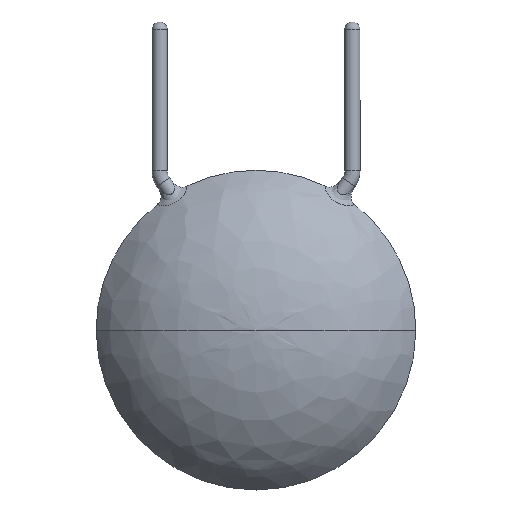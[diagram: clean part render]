
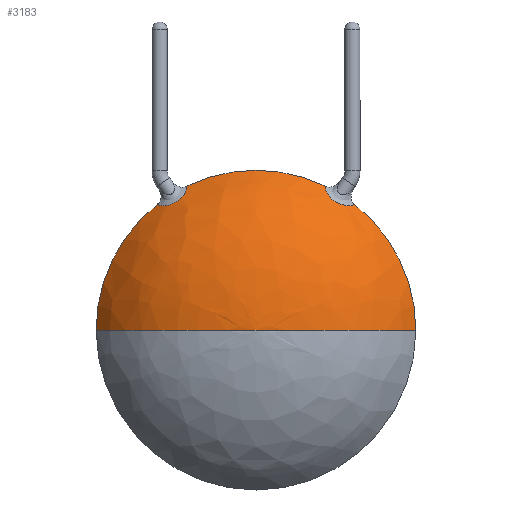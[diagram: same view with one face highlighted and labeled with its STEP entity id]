
A CAD part, front view. The second image highlights one B-rep face of the part: STEP entity #3183.
In plain terms, the highlighted free-form (B-spline) face has degree [3, 3] with [4, 4] control points.
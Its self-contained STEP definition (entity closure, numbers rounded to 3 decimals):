
#47 = CARTESIAN_POINT ( 'NONE',  ( 0., -2., 0. ) ) ;
#52 = EDGE_CURVE ( 'NONE', #2233, #978, #454, .T. ) ;
#102 = EDGE_CURVE ( 'NONE', #2950, #1078, #2374, .T. ) ;
#126 = CARTESIAN_POINT ( 'NONE',  ( -4.15, 0., 8.3 ) ) ;
#232 = CIRCLE ( 'NONE', #1513, 4.15 ) ;
#302 = CARTESIAN_POINT ( 'NONE',  ( 2.561, 0., 3.265 ) ) ;
#351 = CARTESIAN_POINT ( 'NONE',  ( 2.161, -0.311, 3.276 ) ) ;
#385 = DIRECTION ( 'NONE',  ( 0., 1., 0. ) ) ;
#431 = CARTESIAN_POINT ( 'NONE',  ( 4.15, 0., 0. ) ) ;
#454 = CIRCLE ( 'NONE', #3206, 4.15 ) ;
#489 = CARTESIAN_POINT ( 'NONE',  ( 4.15, 0., 0. ) ) ;
#519 = CARTESIAN_POINT ( 'NONE',  ( -2.506, -0.083, 3.238 ) ) ;
#588 = VERTEX_POINT ( 'NONE', #3721 ) ;
#614 = CARTESIAN_POINT ( 'NONE',  ( -4.15, 0., 0. ) ) ;
#628 = CARTESIAN_POINT ( 'NONE',  ( 1.908, -0.28, 3.457 ) ) ;
#638 = ORIENTED_EDGE ( 'NONE', *, *, #1313, .F. ) ;
#655 = CARTESIAN_POINT ( 'NONE',  ( 2.505, -0.084, 3.238 ) ) ;
#735 = VERTEX_POINT ( 'NONE', #614 ) ;
#736 = CARTESIAN_POINT ( 'NONE',  ( -1.721, -1.905, 0. ) ) ;
#747 = CARTESIAN_POINT ( 'NONE',  ( -1.721, -1.905, 3.443 ) ) ;
#779 = VERTEX_POINT ( 'NONE', #3256 ) ;
#790 = CARTESIAN_POINT ( 'NONE',  ( -1.721, -1.905, 0. ) ) ;
#800 = CARTESIAN_POINT ( 'NONE',  ( -2.561, 0., 3.265 ) ) ;
#803 = CARTESIAN_POINT ( 'NONE',  ( 0., -2., 0. ) ) ;
#842 = DIRECTION ( 'NONE',  ( -1., 0., 0. ) ) ;
#917 = EDGE_LOOP ( 'NONE', ( #638, #3681, #2531, #2369, #3504, #2938, #3088 ) ) ;
#929 = DIRECTION ( 'NONE',  ( -1., 0., 0. ) ) ;
#978 = VERTEX_POINT ( 'NONE', #2524 ) ;
#985 = CARTESIAN_POINT ( 'NONE',  ( 0., 0., 0. ) ) ;
#988 = CARTESIAN_POINT ( 'NONE',  ( 0., -2., 0. ) ) ;
#1019 = CARTESIAN_POINT ( 'NONE',  ( 4.15, 0., 8.3 ) ) ;
#1046 = CARTESIAN_POINT ( 'NONE',  ( 3.176, -1.455, 0. ) ) ;
#1078 = VERTEX_POINT ( 'NONE', #47 ) ;
#1098 = CARTESIAN_POINT ( 'NONE',  ( 0., -2., 0. ) ) ;
#1212 = CARTESIAN_POINT ( 'NONE',  ( 4.15, 0., 0. ) ) ;
#1246 = CARTESIAN_POINT ( 'NONE',  ( 1.8, -0.084, 3.677 ) ) ;
#1285 = CARTESIAN_POINT ( 'NONE',  ( 1.721, -1.905, 0. ) ) ;
#1313 = EDGE_CURVE ( 'NONE', #735, #588, #232, .T. ) ;
#1460 = DIRECTION ( 'NONE',  ( -1., 0., 0. ) ) ;
#1491 = CARTESIAN_POINT ( 'NONE',  ( -1.806, 0., 3.737 ) ) ;
#1505 = CARTESIAN_POINT ( 'NONE',  ( 1.806, 0., 3.737 ) ) ;
#1513 = AXIS2_PLACEMENT_3D ( 'NONE', #3084, #1966, #842 ) ;
#1659 = EDGE_CURVE ( 'NONE', #2233, #588, #2304, .T. ) ;
#1869 = CARTESIAN_POINT ( 'NONE',  ( 0., -2., 0. ) ) ;
#1897 = CARTESIAN_POINT ( 'NONE',  ( -4.15, 0., 0. ) ) ;
#1931 = CARTESIAN_POINT ( 'NONE',  ( -1.806, 0., 3.737 ) ) ;
#1966 = DIRECTION ( 'NONE',  ( 0., 1., 0. ) ) ;
#2081 = CARTESIAN_POINT ( 'NONE',  ( 1.818, -0.164, 3.604 ) ) ;
#2146 = CIRCLE ( 'NONE', #3555, 4.15 ) ;
#2151 = CARTESIAN_POINT ( 'NONE',  ( -3.176, -1.455, 0. ) ) ;
#2180 =( BOUNDED_SURFACE ( )  B_SPLINE_SURFACE ( 3, 3, ( 
 ( #431, #1019, #126, #2418 ),
 ( #1046, #2984, #2459, #2151 ),
 ( #1285, #2682, #747, #736 ),
 ( #988, #3253, #2999, #1869 ) ),
 .UNSPECIFIED., .F., .F., .F. ) 
 B_SPLINE_SURFACE_WITH_KNOTS ( ( 4, 4 ),
 ( 4, 4 ),
 ( 0., 1. ),
 ( 0., 1. ),
 .UNSPECIFIED. ) 
 GEOMETRIC_REPRESENTATION_ITEM ( )  RATIONAL_B_SPLINE_SURFACE ( (
 ( 1., 0.333, 0.333, 1.),
 ( 1., 0.333, 0.333, 1.),
 ( 1., 0.333, 0.333, 1.),
 ( 1., 0.333, 0.333, 1.) ) ) 
 REPRESENTATION_ITEM ( '' )  SURFACE ( )  );
#2233 = VERTEX_POINT ( 'NONE', #1491 ) ;
#2240 = CARTESIAN_POINT ( 'NONE',  ( 3.176, -1.455, 0. ) ) ;
#2304 = B_SPLINE_CURVE_WITH_KNOTS ( 'NONE', 3,
 ( #1931, #3622, #2490, #3661, #2501, #3344, #2770, #3047, #519, #800 ),
 .UNSPECIFIED., .F., .F.,
 ( 4, 2, 2, 2, 4 ),
 ( 0., 0., 0.001, 0.001, 0.001 ),
 .UNSPECIFIED. ) ;
#2362 = FACE_OUTER_BOUND ( 'NONE', #917, .T. ) ;
#2369 = ORIENTED_EDGE ( 'NONE', *, *, #3371, .F. ) ;
#2374 = B_SPLINE_CURVE_WITH_KNOTS ( 'NONE', 3,
 ( #489, #2240, #2793, #1098 ),
 .UNSPECIFIED., .F., .F.,
 ( 4, 4 ),
 ( 0., 1. ),
 .UNSPECIFIED. ) ;
#2418 = CARTESIAN_POINT ( 'NONE',  ( -4.15, 0., 0. ) ) ;
#2459 = CARTESIAN_POINT ( 'NONE',  ( -3.176, -1.455, 6.353 ) ) ;
#2490 = CARTESIAN_POINT ( 'NONE',  ( -1.818, -0.163, 3.605 ) ) ;
#2501 = CARTESIAN_POINT ( 'NONE',  ( -1.982, -0.314, 3.384 ) ) ;
#2524 = CARTESIAN_POINT ( 'NONE',  ( 1.806, 0., 3.737 ) ) ;
#2531 = ORIENTED_EDGE ( 'NONE', *, *, #102, .F. ) ;
#2598 = CARTESIAN_POINT ( 'NONE',  ( 2.26, -0.274, 3.244 ) ) ;
#2602 = EDGE_CURVE ( 'NONE', #779, #978, #3066, .T. ) ;
#2651 = CARTESIAN_POINT ( 'NONE',  ( 0., 0., 0. ) ) ;
#2682 = CARTESIAN_POINT ( 'NONE',  ( 1.721, -1.905, 3.443 ) ) ;
#2766 = B_SPLINE_CURVE_WITH_KNOTS ( 'NONE', 3,
 ( #1897, #3347, #790, #803 ),
 .UNSPECIFIED., .F., .F.,
 ( 4, 4 ),
 ( 0., 1. ),
 .UNSPECIFIED. ) ;
#2770 = CARTESIAN_POINT ( 'NONE',  ( -2.258, -0.275, 3.244 ) ) ;
#2793 = CARTESIAN_POINT ( 'NONE',  ( 1.721, -1.905, 0. ) ) ;
#2938 = ORIENTED_EDGE ( 'NONE', *, *, #52, .F. ) ;
#2950 = VERTEX_POINT ( 'NONE', #1212 ) ;
#2984 = CARTESIAN_POINT ( 'NONE',  ( 3.176, -1.455, 6.353 ) ) ;
#2999 = CARTESIAN_POINT ( 'NONE',  ( 0., -2., 0. ) ) ;
#3047 = CARTESIAN_POINT ( 'NONE',  ( -2.431, -0.16, 3.226 ) ) ;
#3066 = B_SPLINE_CURVE_WITH_KNOTS ( 'NONE', 3,
 ( #302, #655, #3197, #2598, #351, #3220, #628, #2081, #1246, #1505 ),
 .UNSPECIFIED., .F., .F.,
 ( 4, 2, 2, 2, 4 ),
 ( 0., 0., 0.001, 0.001, 0.001 ),
 .UNSPECIFIED. ) ;
#3084 = CARTESIAN_POINT ( 'NONE',  ( 0., 0., 0. ) ) ;
#3088 = ORIENTED_EDGE ( 'NONE', *, *, #1659, .T. ) ;
#3183 = ADVANCED_FACE ( 'NONE', ( #2362 ), #2180, .F. ) ;
#3197 = CARTESIAN_POINT ( 'NONE',  ( 2.432, -0.16, 3.226 ) ) ;
#3206 = AXIS2_PLACEMENT_3D ( 'NONE', #2651, #3527, #929 ) ;
#3220 = CARTESIAN_POINT ( 'NONE',  ( 1.984, -0.314, 3.382 ) ) ;
#3243 = EDGE_CURVE ( 'NONE', #735, #1078, #2766, .T. ) ;
#3253 = CARTESIAN_POINT ( 'NONE',  ( 0., -2., 0. ) ) ;
#3256 = CARTESIAN_POINT ( 'NONE',  ( 2.561, 0., 3.265 ) ) ;
#3344 = CARTESIAN_POINT ( 'NONE',  ( -2.159, -0.311, 3.276 ) ) ;
#3347 = CARTESIAN_POINT ( 'NONE',  ( -3.176, -1.455, 0. ) ) ;
#3371 = EDGE_CURVE ( 'NONE', #779, #2950, #2146, .T. ) ;
#3504 = ORIENTED_EDGE ( 'NONE', *, *, #2602, .T. ) ;
#3527 = DIRECTION ( 'NONE',  ( 0., 1., 0. ) ) ;
#3555 = AXIS2_PLACEMENT_3D ( 'NONE', #985, #385, #1460 ) ;
#3622 = CARTESIAN_POINT ( 'NONE',  ( -1.8, -0.085, 3.676 ) ) ;
#3661 = CARTESIAN_POINT ( 'NONE',  ( -1.908, -0.279, 3.458 ) ) ;
#3681 = ORIENTED_EDGE ( 'NONE', *, *, #3243, .T. ) ;
#3721 = CARTESIAN_POINT ( 'NONE',  ( -2.561, 0., 3.265 ) ) ;
